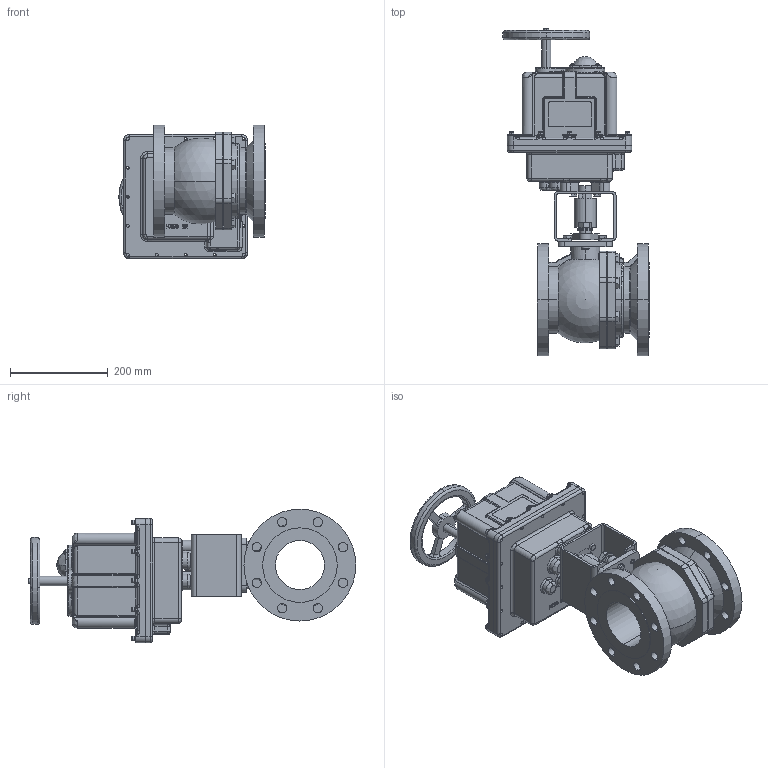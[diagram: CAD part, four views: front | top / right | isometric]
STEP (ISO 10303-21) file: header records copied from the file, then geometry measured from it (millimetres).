
FILE_DESCRIPTION (( 'STEP AP203' ), '1' );
FILE_NAME ('5801F-400_ER-20.STEP', '2017-11-28T20:08:36', ( '' ), ( '' ), 'SwSTEP 2.0', 'SolidWorks 2014', '' );
FILE_SCHEMA (( 'CONFIG_CONTROL_DESIGN' ));
Length unit declared in the file: inch
Products named in the file (1): 5801F-400_ER-20
Bounding box: 298.96 x 669.68 x 273.15 mm (x, y, z)
Surface area: 894091.3 mm2 (no closed solid volume)
Topology: 0 solids, 55 shells, 1422 faces, 4405 edges, 2925 vertices
Faces by surface type: cylinder 518, plane 399, bspline 385, cone 106, torus 12, sphere 2
Entity records: 77155 total; most frequent: CARTESIAN_POINT 41426, ORIENTED_EDGE 7406, DIRECTION 6782, EDGE_CURVE 4358, VERTEX_POINT 2923, AXIS2_PLACEMENT_3D 2559, LINE 1664, VECTOR 1664
